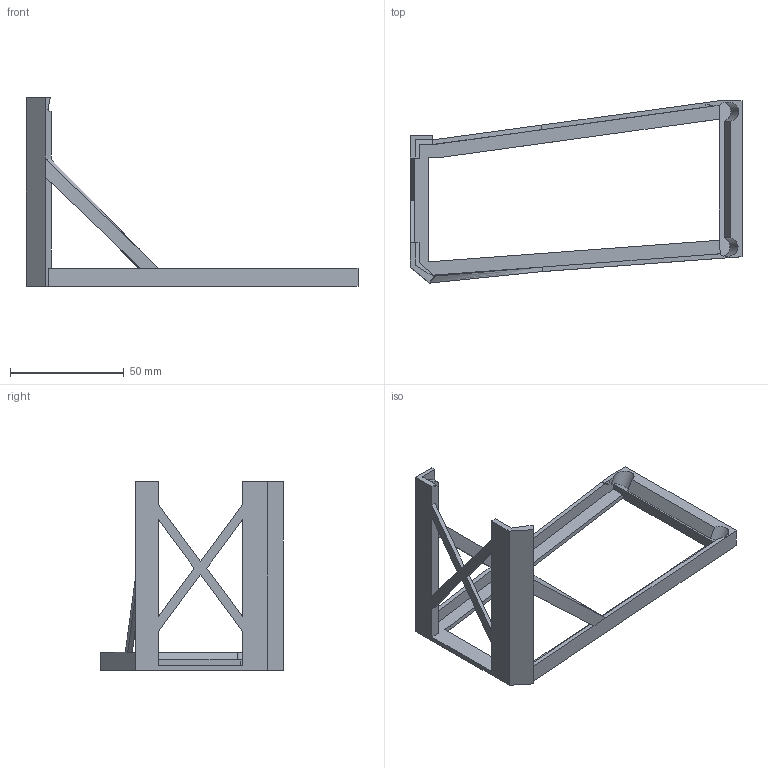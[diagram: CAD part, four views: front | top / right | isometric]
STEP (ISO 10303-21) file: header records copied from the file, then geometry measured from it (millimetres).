
FILE_DESCRIPTION(/* description */ (''),/* implementation_level */ '2;1');
FILE_NAME(/* name */ 'stand-proto3b v1.step',/* time_stamp */ '2024-05-19T14:59:22-04:00',/* author */ (''),/* organization */ (''),/* preprocessor_version */ 'ST-DEVELOPER v20',/* originating_system */ 'Autodesk Translation Framework v13.14.0.145',/* authorisation */ '');
FILE_SCHEMA (('AUTOMOTIVE_DESIGN { 1 0 10303 214 3 1 1 }'));
Length unit declared in the file: millimetre
Products named in the file (2): stand-proto3b; Stand
Assembly tree (1 placements, depth 2):
  stand-proto3b
    Stand
Bounding box: 145.95 x 80.29 x 83 mm (x, y, z)
Volume: 26420.3 mm3; surface area: 22447.8 mm2
Topology: 1 solids, 1 shells, 62 faces, 189 edges, 121 vertices
Faces by surface type: plane 53, bspline 7, cylinder 2
Entity records: 2249 total; most frequent: CARTESIAN_POINT 501, ORIENTED_EDGE 378, DIRECTION 305, EDGE_CURVE 189, LINE 175, VECTOR 175, VERTEX_POINT 121, EDGE_LOOP 66
